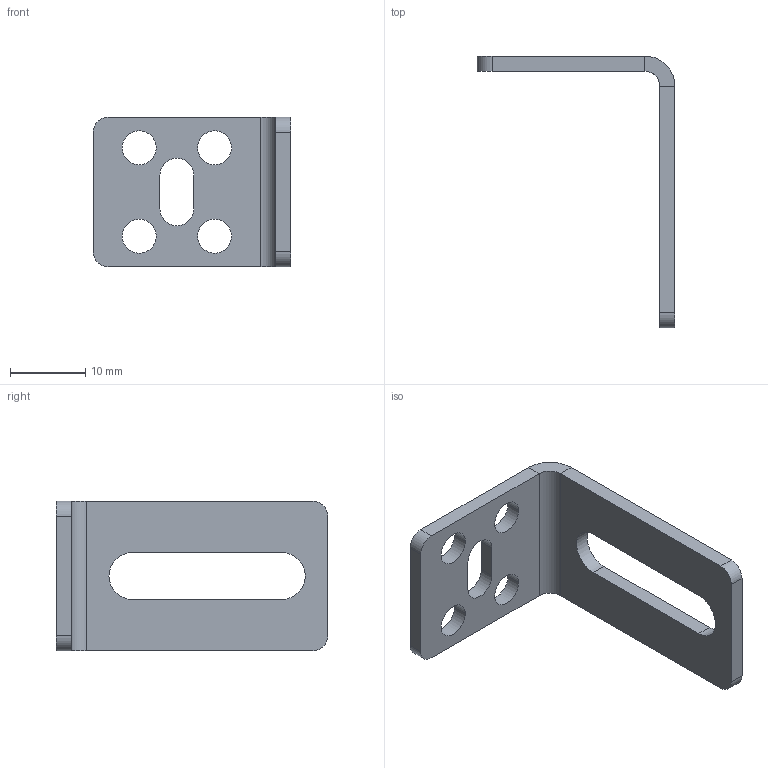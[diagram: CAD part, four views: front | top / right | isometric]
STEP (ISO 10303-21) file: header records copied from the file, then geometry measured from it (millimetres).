
FILE_DESCRIPTION (( 'STEP AP214' ), '1' );
FILE_NAME ('Ñáîðêà2.STEP', '2024-03-28T12:55:35', ( '' ), ( '' ), 'SwSTEP 2.0', 'SolidWorks 2022', '' );
FILE_SCHEMA (( 'AUTOMOTIVE_DESIGN' ));
Length unit declared in the file: millimetre
Products named in the file (2): A642 Крепление для кабель-канала B656 SNSS.00.077_1; Сборка2
Assembly tree (1 placements, depth 2):
  Сборка2
    A642 Крепление для кабель-канала B656 SNSS.00.077_1
Bounding box: 26.2 x 36 x 19.8 mm (x, y, z)
Volume: 1821 mm3; surface area: 2406.4 mm2
Topology: 1 solids, 1 shells, 35 faces, 91 edges, 58 vertices
Faces by surface type: cylinder 19, plane 16
Entity records: 1169 total; most frequent: DIRECTION 207, CARTESIAN_POINT 188, ORIENTED_EDGE 182, EDGE_CURVE 91, AXIS2_PLACEMENT_3D 77, VERTEX_POINT 58, LINE 53, VECTOR 53
